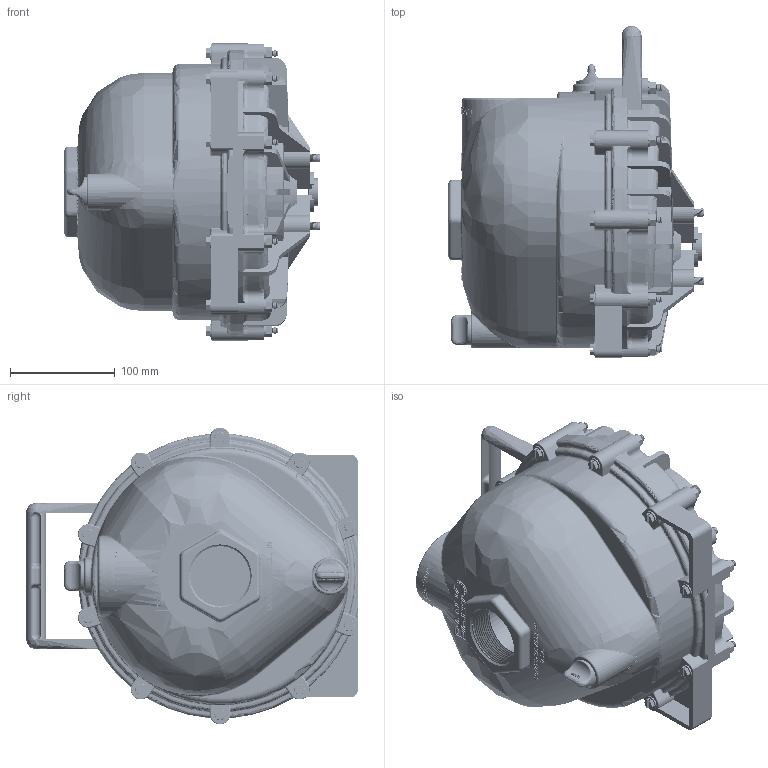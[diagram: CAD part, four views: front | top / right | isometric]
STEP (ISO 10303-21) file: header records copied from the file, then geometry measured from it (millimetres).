
FILE_DESCRIPTION(/* description */ ('2" SUPER PUMP ONLY'),/* implementation_level */ '2;1');
FILE_NAME(/* name */ '230PO.stp',/* time_stamp */ '2021-03-03T11:54:22-05:00',/* author */ ('MJC'),/* organization */ (''),/* preprocessor_version */ 'ST-DEVELOPER v18.1',/* originating_system */ 'Autodesk Inventor 2021',/* authorisation */ '');
FILE_SCHEMA (('AUTOMOTIVE_DESIGN { 1 0 10303 214 3 1 1 }'));
Length unit declared in the file: inch
Products named in the file (29): 230PO; 12703A; 12712AP; X12712A; 12777; UV15163; 13702; 12705; 13771; 13772; 12733; 12733_1; 12710; 12716; PUMPKIT003; 12715A; 12717; 12719A; 12725; 12754; 12765A; A204; 12775A; 12900; 12901; 12902A; 12720; V07018; V07019
Assembly tree (67 placements, depth 3):
  230PO
    12703A
    12712AP
      X12712A
      12777  x2
      UV15163  x2
    13702
    12705
    13771
      13772
    12733
      12733_1
      12710
    12716
    PUMPKIT003
      12715A  x4
      12717  x4
      12719A
      12720  x10
      12725  x2
      12754
      12765A
      A204
      12775A
      12900
      12901  x4
      12902A
      V07018  x10
      V07019  x10
Bounding box: 243.21 x 316.26 x 283.21 mm (x, y, z)
Volume: 2933988.7 mm3; surface area: 1078212.2 mm2
Topology: 84 solids, 85 shells, 7586 faces, 19344 edges, 11988 vertices
Faces by surface type: plane 2073, cylinder 2057, cone 1838, bspline 871, torus 714, sphere 33
Full cylindrical faces by diameter (mm): 2.87 x2, 2.921 x2, 3.505 x14, 4.572 x1, 4.877 x8, 5.207 x2, 5.588 x7, 6.35 x430, 6.65 x15, 6.858 x20, 7.938 x4, 8.731 x4, 9.525 x2, 11.112 x2, 11.906 x4, 12.7 x2, 13.208 x10, 17.399 x1, 17.475 x6, 18.263 x1, 19.05 x3, 20.637 x1, 20.701 x4, 22.225 x1, 24.892 x1, 25.4 x1, 25.527 x2, 26.924 x1, 26.987 x1, 28.575 x1
Entity records: 188409 total; most frequent: CARTESIAN_POINT 82029, ORIENTED_EDGE 24076, DIRECTION 19299, EDGE_CURVE 12038, VERTEX_POINT 7722, AXIS2_PLACEMENT_3D 7054, LINE 5191, VECTOR 5191
